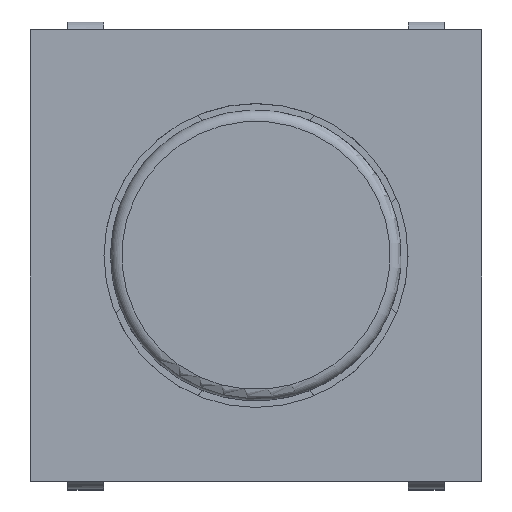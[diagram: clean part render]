
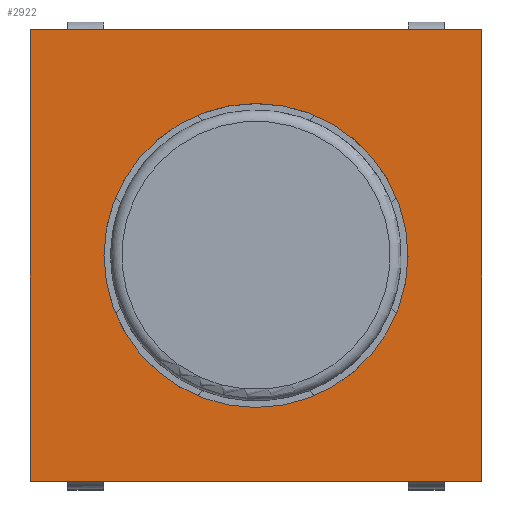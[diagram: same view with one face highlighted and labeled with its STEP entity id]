
A CAD part, top view. The second image highlights one B-rep face of the part: STEP entity #2922.
In plain terms, the highlighted planar face has unit normal (0, 0, 1).
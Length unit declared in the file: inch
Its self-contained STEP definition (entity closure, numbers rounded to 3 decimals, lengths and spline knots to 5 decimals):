
#2824=CARTESIAN_POINT('',(-0.13386,0.0,0.17323));
#2825=VERTEX_POINT('',#2824);
#2826=CARTESIAN_POINT('',(0.0,0.0,0.17323));
#2827=DIRECTION('',(0.0,0.0,-1.0));
#2828=DIRECTION('',(1.0,0.0,0.0));
#2829=AXIS2_PLACEMENT_3D('',#2826,#2827,#2828);
#2830=CIRCLE('',#2829,0.13386);
#2831=EDGE_CURVE('',#2825,#2825,#2830,.T.);
#2880=CARTESIAN_POINT('',(-0.2187,-0.2187,0.17323));
#2881=DIRECTION('',(0.0,0.0,1.0));
#2882=DIRECTION('',(1.0,0.0,0.0));
#2883=AXIS2_PLACEMENT_3D('',#2880,#2881,#2882);
#2884=PLANE('',#2883);
#2885=CARTESIAN_POINT('',(0.19882,0.19882,0.17323));
#2886=VERTEX_POINT('',#2885);
#2887=CARTESIAN_POINT('',(0.19882,-0.19882,0.17323));
#2888=VERTEX_POINT('',#2887);
#2889=CARTESIAN_POINT('',(0.19882,0.19882,0.17323));
#2890=DIRECTION('',(0.0,-1.0,0.0));
#2891=VECTOR('',#2890,0.39764);
#2892=LINE('',#2889,#2891);
#2893=EDGE_CURVE('',#2886,#2888,#2892,.T.);
#2894=ORIENTED_EDGE('',*,*,#2893,.F.);
#2895=CARTESIAN_POINT('',(-0.19882,0.19882,0.17323));
#2896=VERTEX_POINT('',#2895);
#2897=CARTESIAN_POINT('',(-0.19882,0.19882,0.17323));
#2898=DIRECTION('',(1.0,0.0,0.0));
#2899=VECTOR('',#2898,0.39764);
#2900=LINE('',#2897,#2899);
#2901=EDGE_CURVE('',#2896,#2886,#2900,.T.);
#2902=ORIENTED_EDGE('',*,*,#2901,.F.);
#2903=CARTESIAN_POINT('',(-0.19882,-0.19882,0.17323));
#2904=VERTEX_POINT('',#2903);
#2905=CARTESIAN_POINT('',(-0.19882,-0.19882,0.17323));
#2906=DIRECTION('',(0.0,1.0,0.0));
#2907=VECTOR('',#2906,0.39764);
#2908=LINE('',#2905,#2907);
#2909=EDGE_CURVE('',#2904,#2896,#2908,.T.);
#2910=ORIENTED_EDGE('',*,*,#2909,.F.);
#2911=CARTESIAN_POINT('',(0.19882,-0.19882,0.17323));
#2912=DIRECTION('',(-1.0,0.0,0.0));
#2913=VECTOR('',#2912,0.39764);
#2914=LINE('',#2911,#2913);
#2915=EDGE_CURVE('',#2888,#2904,#2914,.T.);
#2916=ORIENTED_EDGE('',*,*,#2915,.F.);
#2917=EDGE_LOOP('',(#2894,#2902,#2910,#2916));
#2918=FACE_OUTER_BOUND('',#2917,.T.);
#2919=ORIENTED_EDGE('',*,*,#2831,.T.);
#2920=EDGE_LOOP('',(#2919));
#2921=FACE_BOUND('',#2920,.T.);
#2922=ADVANCED_FACE('',(#2918,#2921),#2884,.T.);
